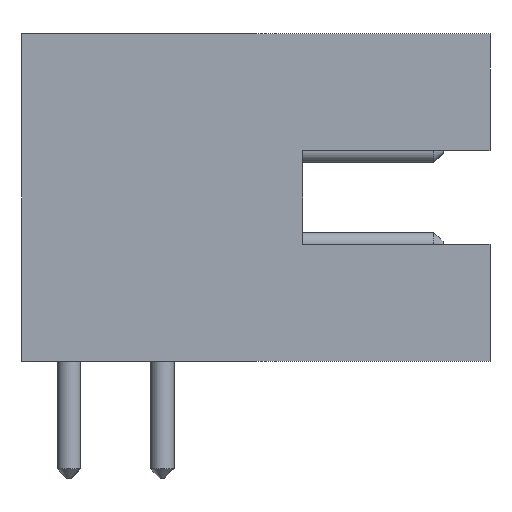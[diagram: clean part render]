
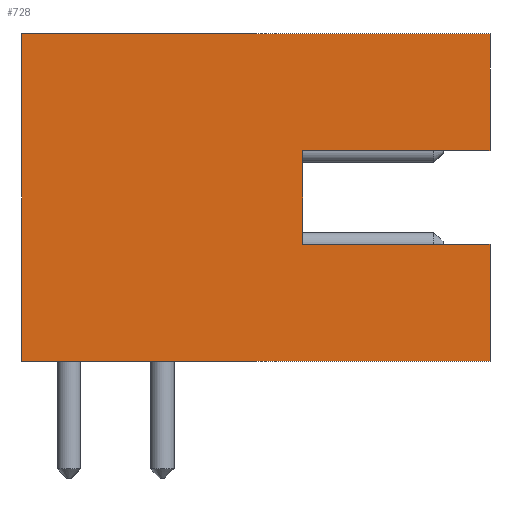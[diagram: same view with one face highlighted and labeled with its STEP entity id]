
A CAD part, left-side view. The second image highlights one B-rep face of the part: STEP entity #728.
In plain terms, the highlighted planar face has unit normal (-1, 0, 0).
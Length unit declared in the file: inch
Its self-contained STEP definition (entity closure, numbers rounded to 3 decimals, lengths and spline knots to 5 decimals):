
#546=CARTESIAN_POINT('',(0.,0.,0.125));
#547=VERTEX_POINT('',#546);
#549=CARTESIAN_POINT('',(0.,0.,0.));
#550=DIRECTION('',(0.,0.,1.));
#551=VECTOR('',#550,1.);
#552=LINE('',#549,#551);
#553=EDGE_CURVE('',#555,#547,#552,.T.);
#554=CARTESIAN_POINT('',(0.,0.,0.));
#555=VERTEX_POINT('',#554);
#586=CARTESIAN_POINT('',(0.,0.,0.35));
#587=VERTEX_POINT('',#586);
#602=CARTESIAN_POINT('',(0.,0.5,0.35));
#603=VERTEX_POINT('',#602);
#605=CARTESIAN_POINT('',(0.,0.25,0.35));
#606=DIRECTION('',(0.,1.,0.));
#607=VECTOR('',#606,1.);
#608=LINE('',#605,#607);
#609=EDGE_CURVE('',#587,#603,#608,.T.);
#636=CARTESIAN_POINT('',(0.,0.,0.));
#637=DIRECTION('',(0.,0.,1.));
#638=VECTOR('',#637,1.);
#639=LINE('',#636,#638);
#640=EDGE_CURVE('',#642,#587,#639,.T.);
#641=CARTESIAN_POINT('',(0.,0.,0.225));
#642=VERTEX_POINT('',#641);
#682=CARTESIAN_POINT('',(0.,0.2,0.125));
#683=DIRECTION('',(0.,1.,0.));
#684=VECTOR('',#683,1.);
#685=LINE('',#682,#684);
#686=EDGE_CURVE('',#547,#688,#685,.T.);
#687=CARTESIAN_POINT('',(0.,0.2,0.125));
#688=VERTEX_POINT('',#687);
#689=ORIENTED_EDGE('',*,*,#686,.T.);
#690=CARTESIAN_POINT('',(0.,0.2,0.225));
#691=DIRECTION('',(0.,0.,-1.));
#692=VECTOR('',#691,1.);
#693=LINE('',#690,#692);
#694=EDGE_CURVE('',#696,#688,#693,.T.);
#695=CARTESIAN_POINT('',(0.,0.2,0.225));
#696=VERTEX_POINT('',#695);
#697=ORIENTED_EDGE('',*,*,#694,.F.);
#698=CARTESIAN_POINT('',(0.,0.2,0.225));
#699=DIRECTION('',(0.,1.,0.));
#700=VECTOR('',#699,1.);
#701=LINE('',#698,#700);
#702=EDGE_CURVE('',#642,#696,#701,.T.);
#703=ORIENTED_EDGE('',*,*,#702,.F.);
#704=ORIENTED_EDGE('',*,*,#640,.T.);
#705=ORIENTED_EDGE('',*,*,#609,.T.);
#706=CARTESIAN_POINT('',(0.,0.5,0.));
#707=DIRECTION('',(0.,0.,1.));
#708=VECTOR('',#707,1.);
#709=LINE('',#706,#708);
#710=EDGE_CURVE('',#712,#603,#709,.T.);
#711=CARTESIAN_POINT('',(0.,0.5,0.));
#712=VERTEX_POINT('',#711);
#713=ORIENTED_EDGE('',*,*,#710,.F.);
#714=CARTESIAN_POINT('',(0.,0.25,0.));
#715=DIRECTION('',(0.,-1.,0.));
#716=VECTOR('',#715,1.);
#717=LINE('',#714,#716);
#718=EDGE_CURVE('',#712,#555,#717,.T.);
#719=ORIENTED_EDGE('',*,*,#718,.T.);
#720=ORIENTED_EDGE('',*,*,#553,.T.);
#721=EDGE_LOOP('',(#689,#697,#703,#704,#705,#713,#719,#720));
#722=FACE_BOUND('',#721,.T.);
#723=CARTESIAN_POINT('',(0.,0.25,0.));
#724=DIRECTION('',(-1.,0.,0.));
#725=DIRECTION('',(0.,0.,1.));
#726=AXIS2_PLACEMENT_3D('',#723,#724,#725);
#727=PLANE('',#726);
#728=ADVANCED_FACE('',(#722),#727,.T.);
